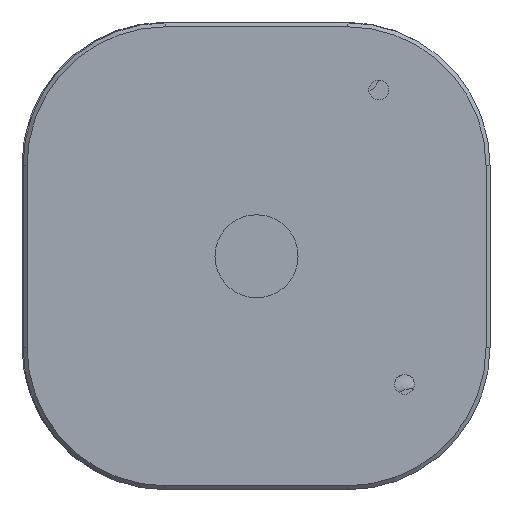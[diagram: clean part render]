
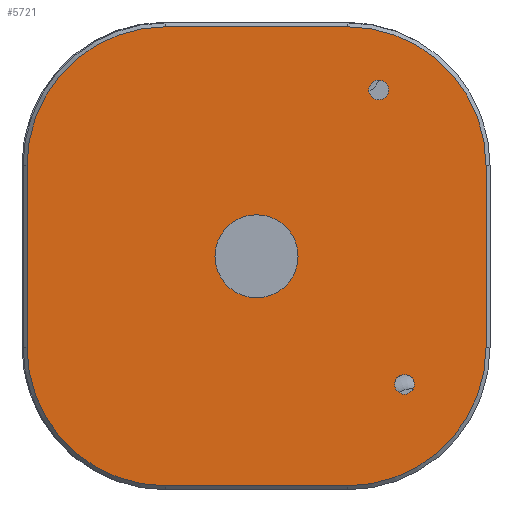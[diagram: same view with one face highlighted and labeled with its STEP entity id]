
A CAD part, top view. The second image highlights one B-rep face of the part: STEP entity #5721.
In plain terms, the highlighted planar face has unit normal (0, 0, 1).
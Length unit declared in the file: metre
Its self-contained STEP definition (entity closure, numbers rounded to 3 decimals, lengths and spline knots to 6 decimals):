
#529=LINE('',#9913,#971);
#530=LINE('',#9917,#972);
#531=LINE('',#9921,#973);
#532=LINE('',#9925,#974);
#971=VECTOR('',#7854,1.);
#972=VECTOR('',#7857,1.);
#973=VECTOR('',#7860,1.);
#974=VECTOR('',#7863,1.);
#1169=PLANE('',#6345);
#2609=ORIENTED_EDGE('',*,*,#3475,.T.);
#2610=ORIENTED_EDGE('',*,*,#3479,.T.);
#2611=ORIENTED_EDGE('',*,*,#3481,.T.);
#2612=ORIENTED_EDGE('',*,*,#3588,.F.);
#2613=ORIENTED_EDGE('',*,*,#3589,.F.);
#2614=ORIENTED_EDGE('',*,*,#3590,.F.);
#2615=ORIENTED_EDGE('',*,*,#3591,.F.);
#2616=ORIENTED_EDGE('',*,*,#3592,.F.);
#2617=ORIENTED_EDGE('',*,*,#3593,.F.);
#2618=ORIENTED_EDGE('',*,*,#3594,.F.);
#2619=ORIENTED_EDGE('',*,*,#3595,.F.);
#3475=EDGE_CURVE('',#4102,#4102,#4461,.T.);
#3479=EDGE_CURVE('',#4106,#4106,#4463,.T.);
#3481=EDGE_CURVE('',#4108,#4108,#4465,.T.);
#3588=EDGE_CURVE('',#4188,#4189,#4512,.T.);
#3589=EDGE_CURVE('',#4190,#4188,#529,.T.);
#3590=EDGE_CURVE('',#4191,#4190,#4513,.T.);
#3591=EDGE_CURVE('',#4192,#4191,#530,.T.);
#3592=EDGE_CURVE('',#4193,#4192,#4514,.T.);
#3593=EDGE_CURVE('',#4194,#4193,#531,.T.);
#3594=EDGE_CURVE('',#4195,#4194,#4515,.T.);
#3595=EDGE_CURVE('',#4189,#4195,#532,.T.);
#4102=VERTEX_POINT('',#9623);
#4106=VERTEX_POINT('',#9643);
#4108=VERTEX_POINT('',#9648);
#4188=VERTEX_POINT('',#9911);
#4189=VERTEX_POINT('',#9912);
#4190=VERTEX_POINT('',#9914);
#4191=VERTEX_POINT('',#9916);
#4192=VERTEX_POINT('',#9918);
#4193=VERTEX_POINT('',#9920);
#4194=VERTEX_POINT('',#9922);
#4195=VERTEX_POINT('',#9924);
#4461=CIRCLE('',#6250,0.00525);
#4463=CIRCLE('',#6253,0.00125);
#4465=CIRCLE('',#6256,0.00125);
#4512=CIRCLE('',#6346,0.0175);
#4513=CIRCLE('',#6347,0.0175);
#4514=CIRCLE('',#6348,0.0175);
#4515=CIRCLE('',#6349,0.0175);
#4929=EDGE_LOOP('',(#2609));
#4930=EDGE_LOOP('',(#2610));
#4931=EDGE_LOOP('',(#2611));
#4932=EDGE_LOOP('',(#2612,#2613,#2614,#2615,#2616,#2617,#2618,#2619));
#5368=FACE_BOUND('',#4929,.T.);
#5369=FACE_BOUND('',#4930,.T.);
#5370=FACE_BOUND('',#4931,.T.);
#5371=FACE_BOUND('',#4932,.T.);
#5721=ADVANCED_FACE('',(#5368,#5369,#5370,#5371),#1169,.T.);
#6250=AXIS2_PLACEMENT_3D('',#9622,#7607,#7608);
#6253=AXIS2_PLACEMENT_3D('',#9642,#7613,#7614);
#6256=AXIS2_PLACEMENT_3D('',#9647,#7619,#7620);
#6345=AXIS2_PLACEMENT_3D('',#9909,#7850,#7851);
#6346=AXIS2_PLACEMENT_3D('',#9910,#7852,#7853);
#6347=AXIS2_PLACEMENT_3D('',#9915,#7855,#7856);
#6348=AXIS2_PLACEMENT_3D('',#9919,#7858,#7859);
#6349=AXIS2_PLACEMENT_3D('',#9923,#7861,#7862);
#7607=DIRECTION('',(0.,0.,-1.));
#7608=DIRECTION('',(-1.,0.,0.));
#7613=DIRECTION('',(0.,0.,-1.));
#7614=DIRECTION('',(-1.,0.,0.));
#7619=DIRECTION('',(0.,0.,-1.));
#7620=DIRECTION('',(-1.,0.,0.));
#7850=DIRECTION('',(0.,0.,1.));
#7851=DIRECTION('',(-1.,0.,0.));
#7852=DIRECTION('',(0.,0.,-1.));
#7853=DIRECTION('',(0.,-1.,0.));
#7854=DIRECTION('',(-1.,0.,0.));
#7855=DIRECTION('',(0.,0.,-1.));
#7856=DIRECTION('',(1.,0.,0.));
#7857=DIRECTION('',(0.,-1.,0.));
#7858=DIRECTION('',(0.,0.,-1.));
#7859=DIRECTION('',(0.,1.,0.));
#7860=DIRECTION('',(1.,0.,0.));
#7861=DIRECTION('',(0.,0.,-1.));
#7862=DIRECTION('',(-1.,0.,0.));
#7863=DIRECTION('',(0.,1.,0.));
#9622=CARTESIAN_POINT('',(0.000133,-0.000074,0.005847));
#9623=CARTESIAN_POINT('',(-0.005117,-0.000074,0.005847));
#9642=CARTESIAN_POINT('',(0.01883,-0.016255,0.005847));
#9643=CARTESIAN_POINT('',(0.01758,-0.016255,0.005847));
#9647=CARTESIAN_POINT('',(0.015574,0.020936,0.005847));
#9648=CARTESIAN_POINT('',(0.014324,0.020936,0.005847));
#9909=CARTESIAN_POINT('',(0.000133,-0.000074,0.005847));
#9910=CARTESIAN_POINT('',(-0.011367,-0.011574,0.005847));
#9911=CARTESIAN_POINT('',(-0.011367,-0.029074,0.005847));
#9912=CARTESIAN_POINT('',(-0.028867,-0.011574,0.005847));
#9913=CARTESIAN_POINT('',(-0.005617,-0.029074,0.005847));
#9914=CARTESIAN_POINT('',(0.011633,-0.029074,0.005847));
#9915=CARTESIAN_POINT('',(0.011633,-0.011574,0.005847));
#9916=CARTESIAN_POINT('',(0.029133,-0.011574,0.005847));
#9917=CARTESIAN_POINT('',(0.029133,-0.005824,0.005847));
#9918=CARTESIAN_POINT('',(0.029133,0.011426,0.005847));
#9919=CARTESIAN_POINT('',(0.011633,0.011426,0.005847));
#9920=CARTESIAN_POINT('',(0.011633,0.028926,0.005847));
#9921=CARTESIAN_POINT('',(0.005883,0.028926,0.005847));
#9922=CARTESIAN_POINT('',(-0.011367,0.028926,0.005847));
#9923=CARTESIAN_POINT('',(-0.011367,0.011426,0.005847));
#9924=CARTESIAN_POINT('',(-0.028867,0.011426,0.005847));
#9925=CARTESIAN_POINT('',(-0.028867,0.005676,0.005847));
